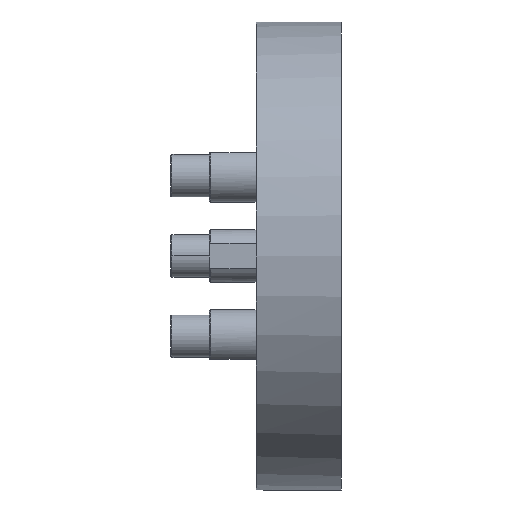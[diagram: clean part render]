
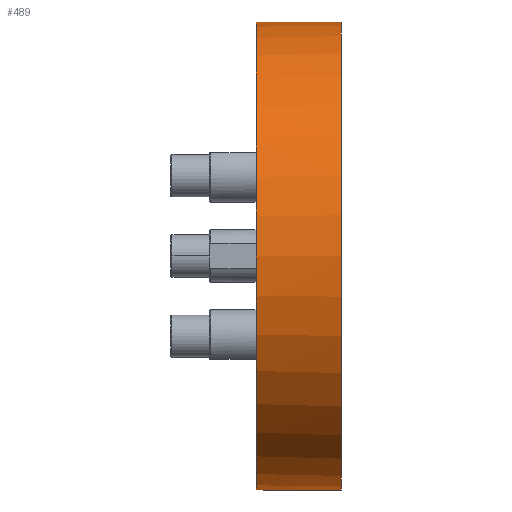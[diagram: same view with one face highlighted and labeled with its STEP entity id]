
A CAD part, left-side view. The second image highlights one B-rep face of the part: STEP entity #489.
In plain terms, the highlighted cylindrical face has radius 34.95 mm (diameter 69.9 mm), a partial arc.
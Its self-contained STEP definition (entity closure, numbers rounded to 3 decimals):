
#6 = CARTESIAN_POINT ( 'NONE',  ( -0.974, -0.262, 34.936 ) ) ;
#80 = CARTESIAN_POINT ( 'NONE',  ( 0., -12.7, 0. ) ) ;
#100 = CARTESIAN_POINT ( 'NONE',  ( -1., 0., -34.936 ) ) ;
#210 = CARTESIAN_POINT ( 'NONE',  ( -0.799, -0.615, 34.941 ) ) ;
#228 = EDGE_CURVE ( 'NONE', #601, #1777, #1390, .T. ) ;
#272 = VERTEX_POINT ( 'NONE', #836 ) ;
#299 = DIRECTION ( 'NONE',  ( 0., 1., 0. ) ) ;
#311 = CARTESIAN_POINT ( 'NONE',  ( -1., -0.132, -34.936 ) ) ;
#324 = LINE ( 'NONE', #1619, #1902 ) ;
#331 = ORIENTED_EDGE ( 'NONE', *, *, #1228, .F. ) ;
#335 = EDGE_CURVE ( 'NONE', #1186, #1777, #1733, .T. ) ;
#352 = DIRECTION ( 'NONE',  ( 0., 1., 0. ) ) ;
#417 = CARTESIAN_POINT ( 'NONE',  ( -0.503, -0.874, 34.947 ) ) ;
#427 = CARTESIAN_POINT ( 'NONE',  ( 0., 0., 0. ) ) ;
#489 = ADVANCED_FACE ( 'NONE', ( #1538 ), #2473, .T. ) ;
#506 = B_SPLINE_CURVE_WITH_KNOTS ( 'NONE', 3,
 ( #100, #311, #1730, #714, #2141, #935, #2342, #1138, #2541, #1342 ),
 .UNSPECIFIED., .F., .F.,
 ( 4, 2, 2, 2, 4 ),
 ( 0., 0., 0.001, 0.001, 0.002 ),
 .UNSPECIFIED. ) ;
#564 = EDGE_CURVE ( 'NONE', #669, #272, #506, .T. ) ;
#601 = VERTEX_POINT ( 'NONE', #1738 ) ;
#623 = CARTESIAN_POINT ( 'NONE',  ( 0., -12.7, 0. ) ) ;
#627 = CARTESIAN_POINT ( 'NONE',  ( -0.13, -1., 34.95 ) ) ;
#634 = DIRECTION ( 'NONE',  ( 0., 0., 1. ) ) ;
#669 = VERTEX_POINT ( 'NONE', #1044 ) ;
#714 = CARTESIAN_POINT ( 'NONE',  ( -0.874, -0.504, -34.939 ) ) ;
#759 = CIRCLE ( 'NONE', #2517, 34.95 ) ;
#836 = CARTESIAN_POINT ( 'NONE',  ( 0., -1., -34.95 ) ) ;
#849 = DIRECTION ( 'NONE',  ( 0., 0., 1. ) ) ;
#935 = CARTESIAN_POINT ( 'NONE',  ( -0.615, -0.8, -34.945 ) ) ;
#1044 = CARTESIAN_POINT ( 'NONE',  ( -1., 0., -34.936 ) ) ;
#1103 = CARTESIAN_POINT ( 'NONE',  ( 0., -1., 34.95 ) ) ;
#1138 = CARTESIAN_POINT ( 'NONE',  ( -0.262, -0.974, -34.949 ) ) ;
#1186 = VERTEX_POINT ( 'NONE', #2615 ) ;
#1228 = EDGE_CURVE ( 'NONE', #2450, #272, #324, .T. ) ;
#1252 = CARTESIAN_POINT ( 'NONE',  ( -1., -0.132, 34.936 ) ) ;
#1291 = ORIENTED_EDGE ( 'NONE', *, *, #228, .F. ) ;
#1332 = DIRECTION ( 'NONE',  ( 0., 0., 1. ) ) ;
#1342 = CARTESIAN_POINT ( 'NONE',  ( 0., -1., -34.95 ) ) ;
#1373 = AXIS2_PLACEMENT_3D ( 'NONE', #80, #299, #1332 ) ;
#1390 = B_SPLINE_CURVE_WITH_KNOTS ( 'NONE', 3,
 ( #2459, #1252, #6, #1454, #210, #1649, #417, #1863, #627, #2059 ),
 .UNSPECIFIED., .F., .F.,
 ( 4, 2, 2, 2, 4 ),
 ( 0., 0., 0.001, 0.001, 0.002 ),
 .UNSPECIFIED. ) ;
#1454 = CARTESIAN_POINT ( 'NONE',  ( -0.874, -0.504, 34.939 ) ) ;
#1538 = FACE_OUTER_BOUND ( 'NONE', #2629, .T. ) ;
#1539 = EDGE_CURVE ( 'NONE', #2450, #1186, #759, .T. ) ;
#1594 = ORIENTED_EDGE ( 'NONE', *, *, #335, .T. ) ;
#1619 = CARTESIAN_POINT ( 'NONE',  ( 0., -12.7, -34.95 ) ) ;
#1649 = CARTESIAN_POINT ( 'NONE',  ( -0.615, -0.8, 34.945 ) ) ;
#1672 = VECTOR ( 'NONE', #352, 1000. ) ;
#1730 = CARTESIAN_POINT ( 'NONE',  ( -0.974, -0.262, -34.936 ) ) ;
#1733 = LINE ( 'NONE', #2590, #1672 ) ;
#1735 = ORIENTED_EDGE ( 'NONE', *, *, #1539, .T. ) ;
#1738 = CARTESIAN_POINT ( 'NONE',  ( -1., 0., 34.936 ) ) ;
#1777 = VERTEX_POINT ( 'NONE', #1103 ) ;
#1833 = DIRECTION ( 'NONE',  ( 0., 1., 0. ) ) ;
#1863 = CARTESIAN_POINT ( 'NONE',  ( -0.262, -0.974, 34.949 ) ) ;
#1870 = DIRECTION ( 'NONE',  ( 0., 1., 0. ) ) ;
#1902 = VECTOR ( 'NONE', #1833, 1000. ) ;
#1984 = EDGE_CURVE ( 'NONE', #669, #601, #2371, .T. ) ;
#2054 = DIRECTION ( 'NONE',  ( 0., 1., 0. ) ) ;
#2059 = CARTESIAN_POINT ( 'NONE',  ( 0., -1., 34.95 ) ) ;
#2082 = ORIENTED_EDGE ( 'NONE', *, *, #564, .T. ) ;
#2141 = CARTESIAN_POINT ( 'NONE',  ( -0.799, -0.615, -34.941 ) ) ;
#2147 = AXIS2_PLACEMENT_3D ( 'NONE', #427, #1870, #634 ) ;
#2342 = CARTESIAN_POINT ( 'NONE',  ( -0.503, -0.874, -34.947 ) ) ;
#2347 = ORIENTED_EDGE ( 'NONE', *, *, #1984, .F. ) ;
#2371 = CIRCLE ( 'NONE', #2147, 34.95 ) ;
#2450 = VERTEX_POINT ( 'NONE', #2455 ) ;
#2455 = CARTESIAN_POINT ( 'NONE',  ( 0., -12.7, -34.95 ) ) ;
#2459 = CARTESIAN_POINT ( 'NONE',  ( -1., 0., 34.936 ) ) ;
#2473 = CYLINDRICAL_SURFACE ( 'NONE', #1373, 34.95 ) ;
#2517 = AXIS2_PLACEMENT_3D ( 'NONE', #623, #2054, #849 ) ;
#2541 = CARTESIAN_POINT ( 'NONE',  ( -0.13, -1., -34.95 ) ) ;
#2590 = CARTESIAN_POINT ( 'NONE',  ( 0., -12.7, 34.95 ) ) ;
#2615 = CARTESIAN_POINT ( 'NONE',  ( 0., -12.7, 34.95 ) ) ;
#2629 = EDGE_LOOP ( 'NONE', ( #331, #1735, #1594, #1291, #2347, #2082 ) ) ;
